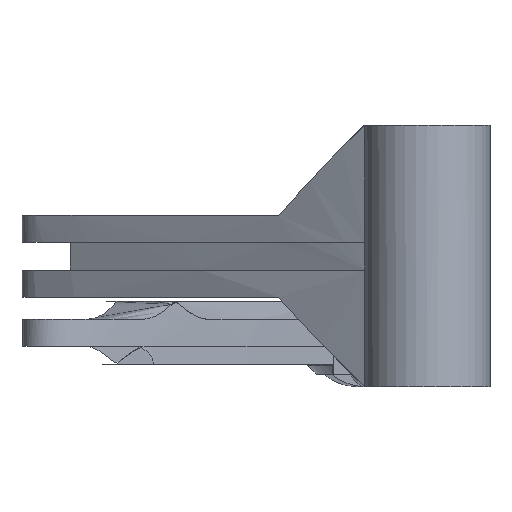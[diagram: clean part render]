
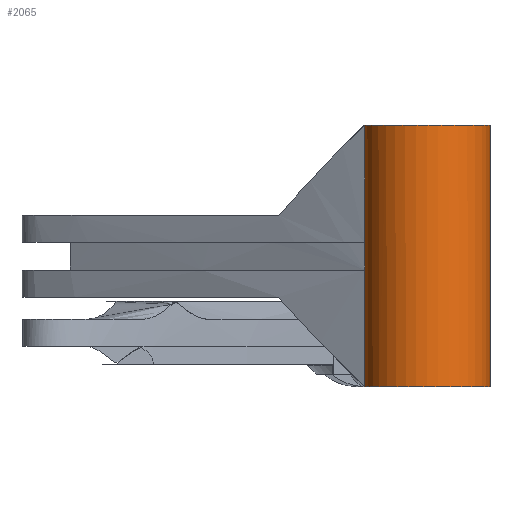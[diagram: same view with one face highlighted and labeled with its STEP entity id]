
A CAD part, front view. The second image highlights one B-rep face of the part: STEP entity #2065.
In plain terms, the highlighted cylindrical face has radius 7 mm (diameter 14 mm), a full revolution.
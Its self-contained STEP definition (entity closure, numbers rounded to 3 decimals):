
#204=CARTESIAN_POINT('',(103.114,48.811,12.939));
#205=VERTEX_POINT('',#204);
#206=CARTESIAN_POINT('',(103.114,48.811,12.996));
#207=VERTEX_POINT('',#206);
#208=CARTESIAN_POINT('',(103.114,48.811,12.939));
#209=DIRECTION('',(-0.,-0.,1.));
#210=VECTOR('',#209,0.057);
#211=LINE('',#208,#210);
#212=EDGE_CURVE('',#205,#207,#211,.T.);
#426=CARTESIAN_POINT('',(94.626,40.679,16.));
#427=VERTEX_POINT('',#426);
#428=CARTESIAN_POINT('',(94.626,40.679,12.939));
#429=VERTEX_POINT('',#428);
#430=CARTESIAN_POINT('',(94.626,40.679,16.));
#431=DIRECTION('',(0.,0.,-1.));
#432=VECTOR('',#431,3.061);
#433=LINE('',#430,#432);
#434=EDGE_CURVE('',#427,#429,#433,.T.);
#560=CARTESIAN_POINT('',(103.108,48.813,28.95));
#561=VERTEX_POINT('',#560);
#599=CARTESIAN_POINT('',(103.108,48.813,16.196));
#600=VERTEX_POINT('',#599);
#601=CARTESIAN_POINT('',(103.108,48.813,28.95));
#602=DIRECTION('',(-0.,-0.,-1.));
#603=VECTOR('',#602,12.754);
#604=LINE('',#601,#603);
#605=EDGE_CURVE('',#561,#600,#604,.T.);
#670=CARTESIAN_POINT('',(94.628,40.667,16.));
#671=VERTEX_POINT('',#670);
#672=CARTESIAN_POINT('',(101.5,42.,16.));
#673=DIRECTION('',(0.,-0.,-1.));
#674=DIRECTION('',(0.,1.,-0.));
#675=AXIS2_PLACEMENT_3D('',#672,#673,#674);
#676=CIRCLE('',#675,7.);
#677=EDGE_CURVE('',#671,#427,#676,.T.);
#825=CARTESIAN_POINT('',(103.407,48.735,16.196));
#826=VERTEX_POINT('',#825);
#840=CARTESIAN_POINT('',(103.407,48.735,12.996));
#841=VERTEX_POINT('',#840);
#842=CARTESIAN_POINT('',(103.407,48.735,16.196));
#843=DIRECTION('',(0.,0.,-1.));
#844=VECTOR('',#843,3.2);
#845=LINE('',#842,#844);
#846=EDGE_CURVE('',#826,#841,#845,.T.);
#953=CARTESIAN_POINT('',(101.5,42.,16.196));
#954=DIRECTION('',(-0.,0.,1.));
#955=DIRECTION('',(0.,-1.,0.));
#956=AXIS2_PLACEMENT_3D('',#953,#954,#955);
#957=CIRCLE('',#956,7.);
#958=EDGE_CURVE('',#826,#600,#957,.T.);
#1044=CARTESIAN_POINT('',(103.114,48.811,0.));
#1045=VERTEX_POINT('',#1044);
#1046=CARTESIAN_POINT('',(103.114,48.811,12.939));
#1047=DIRECTION('',(-0.,-0.,-1.));
#1048=VECTOR('',#1047,12.939);
#1049=LINE('',#1046,#1048);
#1050=EDGE_CURVE('',#205,#1045,#1049,.T.);
#1310=CARTESIAN_POINT('',(101.5,42.,12.996));
#1311=DIRECTION('',(-0.,0.,1.));
#1312=DIRECTION('',(0.,-1.,0.));
#1313=AXIS2_PLACEMENT_3D('',#1310,#1311,#1312);
#1314=CIRCLE('',#1313,7.);
#1315=EDGE_CURVE('',#841,#207,#1314,.T.);
#1986=CARTESIAN_POINT('',(101.5,42.,7.));
#1987=DIRECTION('',(0.,0.,1.));
#1988=DIRECTION('',(1.,0.,-0.));
#1989=AXIS2_PLACEMENT_3D('',#1986,#1987,#1988);
#1990=CYLINDRICAL_SURFACE('',#1989,7.);
#1991=CARTESIAN_POINT('',(108.5,42.,29.));
#1992=VERTEX_POINT('',#1991);
#1993=CARTESIAN_POINT('',(108.5,42.,0.));
#1994=VERTEX_POINT('',#1993);
#1995=CARTESIAN_POINT('',(108.5,42.,29.));
#1996=DIRECTION('',(-0.,-0.,-1.));
#1997=VECTOR('',#1996,29.);
#1998=LINE('',#1995,#1997);
#1999=EDGE_CURVE('',#1992,#1994,#1998,.T.);
#2000=ORIENTED_EDGE('',*,*,#1999,.T.);
#2001=CARTESIAN_POINT('',(101.5,42.,0.));
#2002=DIRECTION('',(0.,0.,1.));
#2003=DIRECTION('',(1.,0.,-0.));
#2004=AXIS2_PLACEMENT_3D('',#2001,#2002,#2003);
#2005=CIRCLE('',#2004,7.);
#2006=EDGE_CURVE('',#1994,#1045,#2005,.T.);
#2007=ORIENTED_EDGE('',*,*,#2006,.T.);
#2008=ORIENTED_EDGE('',*,*,#1050,.F.);
#2009=ORIENTED_EDGE('',*,*,#212,.T.);
#2010=ORIENTED_EDGE('',*,*,#1315,.F.);
#2011=ORIENTED_EDGE('',*,*,#846,.F.);
#2012=ORIENTED_EDGE('',*,*,#958,.T.);
#2013=ORIENTED_EDGE('',*,*,#605,.F.);
#2014=CARTESIAN_POINT('',(94.5,42.,28.95));
#2015=VERTEX_POINT('',#2014);
#2016=CARTESIAN_POINT('',(101.5,42.,28.95));
#2017=DIRECTION('',(-0.,-0.,1.));
#2018=DIRECTION('',(-1.,0.,0.));
#2019=AXIS2_PLACEMENT_3D('',#2016,#2017,#2018);
#2020=CIRCLE('',#2019,7.);
#2021=EDGE_CURVE('',#561,#2015,#2020,.T.);
#2022=ORIENTED_EDGE('',*,*,#2021,.T.);
#2023=CARTESIAN_POINT('',(94.628,40.667,28.95));
#2024=VERTEX_POINT('',#2023);
#2025=CARTESIAN_POINT('',(101.5,42.,28.95));
#2026=DIRECTION('',(-0.,-0.,1.));
#2027=DIRECTION('',(-1.,0.,0.));
#2028=AXIS2_PLACEMENT_3D('',#2025,#2026,#2027);
#2029=CIRCLE('',#2028,7.);
#2030=EDGE_CURVE('',#2015,#2024,#2029,.T.);
#2031=ORIENTED_EDGE('',*,*,#2030,.T.);
#2032=CARTESIAN_POINT('',(94.628,40.667,16.));
#2033=DIRECTION('',(0.,0.,1.));
#2034=VECTOR('',#2033,12.95);
#2035=LINE('',#2032,#2034);
#2036=EDGE_CURVE('',#671,#2024,#2035,.T.);
#2037=ORIENTED_EDGE('',*,*,#2036,.F.);
#2038=ORIENTED_EDGE('',*,*,#677,.T.);
#2039=ORIENTED_EDGE('',*,*,#434,.T.);
#2040=CARTESIAN_POINT('',(94.626,40.679,0.));
#2041=VERTEX_POINT('',#2040);
#2042=CARTESIAN_POINT('',(94.626,40.679,0.));
#2043=DIRECTION('',(0.,0.,1.));
#2044=VECTOR('',#2043,12.939);
#2045=LINE('',#2042,#2044);
#2046=EDGE_CURVE('',#2041,#429,#2045,.T.);
#2047=ORIENTED_EDGE('',*,*,#2046,.F.);
#2048=CARTESIAN_POINT('',(101.5,42.,0.));
#2049=DIRECTION('',(0.,0.,1.));
#2050=DIRECTION('',(1.,0.,-0.));
#2051=AXIS2_PLACEMENT_3D('',#2048,#2049,#2050);
#2052=CIRCLE('',#2051,7.);
#2053=EDGE_CURVE('',#2041,#1994,#2052,.T.);
#2054=ORIENTED_EDGE('',*,*,#2053,.T.);
#2055=ORIENTED_EDGE('',*,*,#1999,.F.);
#2056=CARTESIAN_POINT('',(101.5,42.,29.));
#2057=DIRECTION('',(0.,0.,1.));
#2058=DIRECTION('',(1.,0.,-0.));
#2059=AXIS2_PLACEMENT_3D('',#2056,#2057,#2058);
#2060=CIRCLE('',#2059,7.);
#2061=EDGE_CURVE('',#1992,#1992,#2060,.T.);
#2062=ORIENTED_EDGE('',*,*,#2061,.F.);
#2063=EDGE_LOOP('',(#2000,#2007,#2008,#2009,#2010,#2011,#2012,#2013,#2022,#2031,#2037,#2038,#2039,#2047,#2054,#2055,#2062));
#2064=FACE_BOUND('',#2063,.T.);
#2065=ADVANCED_FACE('',(#2064),#1990,.T.);
